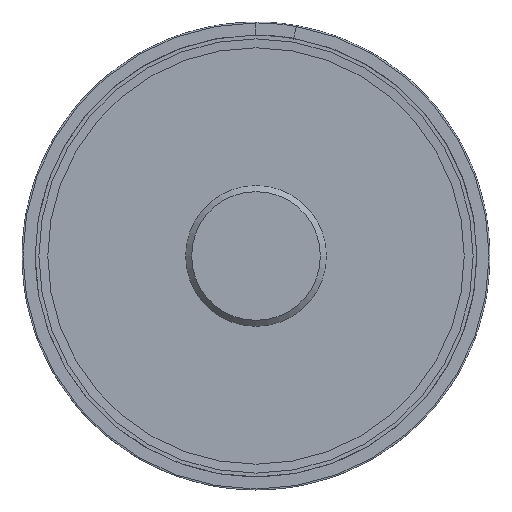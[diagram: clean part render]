
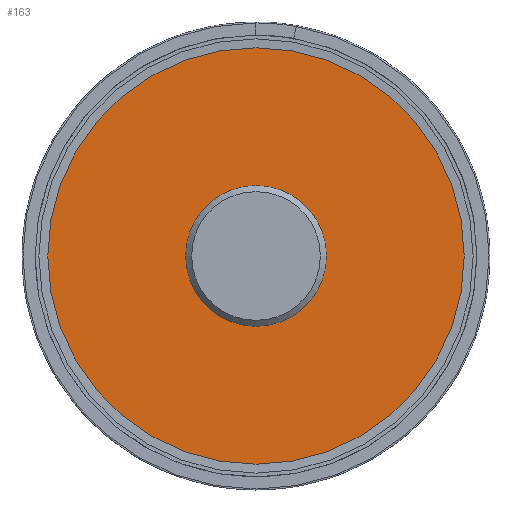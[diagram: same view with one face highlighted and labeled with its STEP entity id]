
A CAD part, left-side view. The second image highlights one B-rep face of the part: STEP entity #163.
In plain terms, the highlighted planar face has unit normal (-1, 0, 0).
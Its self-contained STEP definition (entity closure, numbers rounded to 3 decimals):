
#120=PLANE('',#631);
#163=ADVANCED_FACE('',(#216,#217),#120,.F.);
#216=FACE_BOUND('',#240,.T.);
#217=FACE_BOUND('',#241,.T.);
#240=EDGE_LOOP('',(#292));
#241=EDGE_LOOP('',(#293));
#292=ORIENTED_EDGE('',*,*,#471,.F.);
#293=ORIENTED_EDGE('',*,*,#481,.T.);
#423=VERTEX_POINT('',#848);
#433=VERTEX_POINT('',#879);
#471=EDGE_CURVE('',#423,#423,#547,.T.);
#481=EDGE_CURVE('',#433,#433,#557,.T.);
#547=CIRCLE('',#608,30.05);
#557=CIRCLE('',#629,88.984);
#608=AXIS2_PLACEMENT_3D('',#847,#684,#685);
#629=AXIS2_PLACEMENT_3D('',#878,#726,#727);
#631=AXIS2_PLACEMENT_3D('',#881,#730,#731);
#684=DIRECTION('',(-1.,0.,0.));
#685=DIRECTION('',(0.,0.,1.));
#726=DIRECTION('',(-1.,0.,0.));
#727=DIRECTION('',(0.,0.,1.));
#730=DIRECTION('',(1.,0.,0.));
#731=DIRECTION('',(0.,0.,-1.));
#847=CARTESIAN_POINT('',(0.55,0.,0.));
#848=CARTESIAN_POINT('',(0.55,0.,30.05));
#878=CARTESIAN_POINT('',(0.55,0.,0.));
#879=CARTESIAN_POINT('',(0.55,0.,88.984));
#881=CARTESIAN_POINT('',(0.55,88.984,0.));
